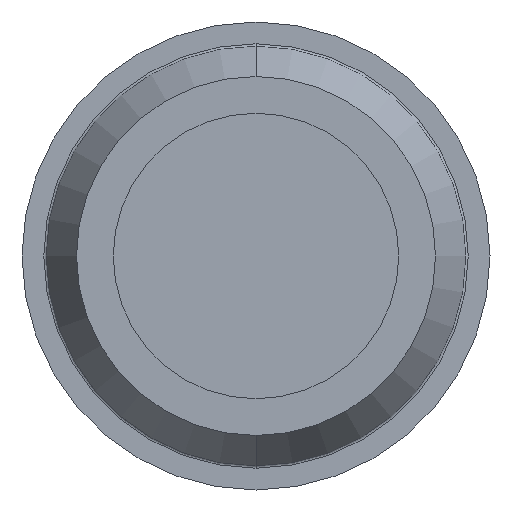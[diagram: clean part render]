
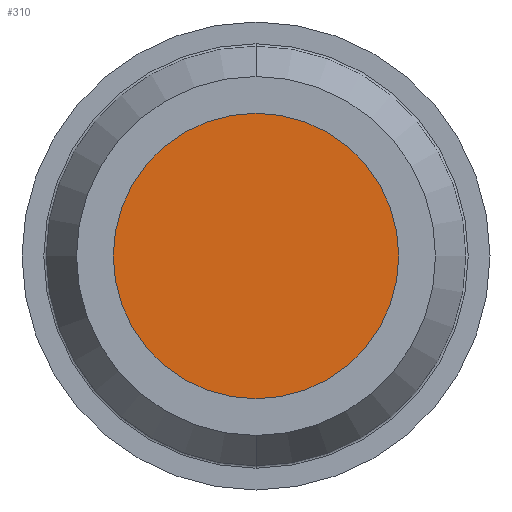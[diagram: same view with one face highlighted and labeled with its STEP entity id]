
A CAD part, front view. The second image highlights one B-rep face of the part: STEP entity #310.
In plain terms, the highlighted planar face has unit normal (0, -1, 0).
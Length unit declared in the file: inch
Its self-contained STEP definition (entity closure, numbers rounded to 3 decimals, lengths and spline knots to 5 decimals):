
#12 = CARTESIAN_POINT ( 'NONE',  ( 0., -1.23, 0. ) ) ;
#26 = VERTEX_POINT ( 'NONE', #327 ) ;
#34 = ORIENTED_EDGE ( 'NONE', *, *, #407, .F. ) ;
#51 = CARTESIAN_POINT ( 'NONE',  ( 0., -1.23, -1.525 ) ) ;
#58 = DIRECTION ( 'NONE',  ( 0., 0., 1. ) ) ;
#143 = AXIS2_PLACEMENT_3D ( 'NONE', #12, #387, #58 ) ;
#145 = EDGE_LOOP ( 'NONE', ( #298, #34 ) ) ;
#177 = PLANE ( 'NONE',  #610 ) ;
#213 = CIRCLE ( 'NONE', #526, 1.525 ) ;
#234 = DIRECTION ( 'NONE',  ( 0., 0., 1. ) ) ;
#244 = DIRECTION ( 'NONE',  ( 0., 1., 0. ) ) ;
#252 = VERTEX_POINT ( 'NONE', #51 ) ;
#298 = ORIENTED_EDGE ( 'NONE', *, *, #336, .F. ) ;
#310 = ADVANCED_FACE ( 'NONE', ( #411 ), #177, .F. ) ;
#327 = CARTESIAN_POINT ( 'NONE',  ( 0., -1.23, 1.525 ) ) ;
#336 = EDGE_CURVE ( 'NONE', #26, #252, #395, .T. ) ;
#387 = DIRECTION ( 'NONE',  ( 0., 1., 0. ) ) ;
#395 = CIRCLE ( 'NONE', #143, 1.525 ) ;
#407 = EDGE_CURVE ( 'NONE', #252, #26, #213, .T. ) ;
#411 = FACE_OUTER_BOUND ( 'NONE', #145, .T. ) ;
#506 = DIRECTION ( 'NONE',  ( 0., 1., 0. ) ) ;
#513 = CARTESIAN_POINT ( 'NONE',  ( 0., -1.23, 0. ) ) ;
#526 = AXIS2_PLACEMENT_3D ( 'NONE', #513, #244, #558 ) ;
#558 = DIRECTION ( 'NONE',  ( 0., 0., 1. ) ) ;
#586 = CARTESIAN_POINT ( 'NONE',  ( 0., -1.23, 0. ) ) ;
#610 = AXIS2_PLACEMENT_3D ( 'NONE', #586, #506, #234 ) ;
